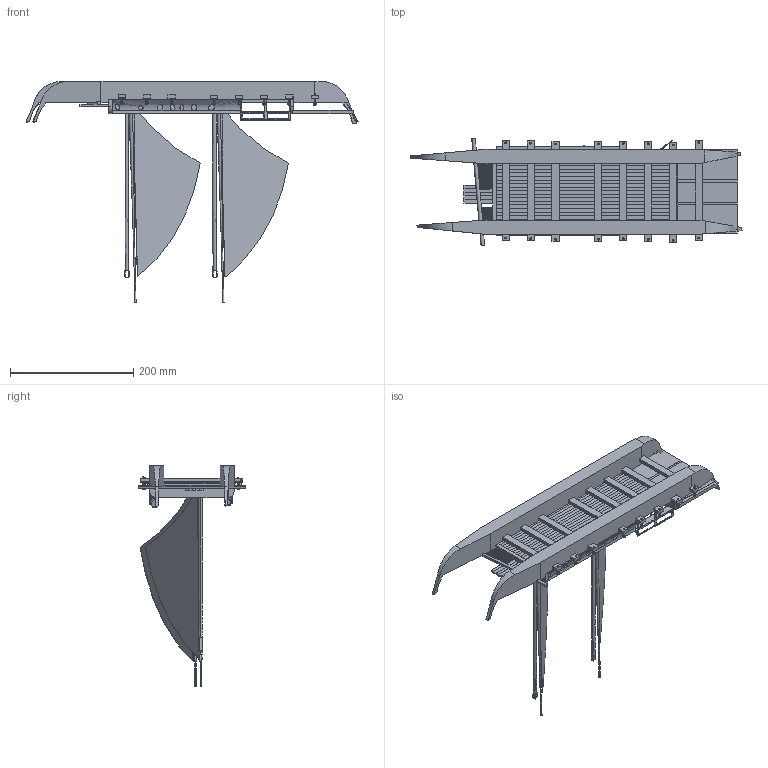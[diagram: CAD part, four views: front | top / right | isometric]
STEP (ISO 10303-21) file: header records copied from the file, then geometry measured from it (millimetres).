
FILE_DESCRIPTION(('FreeCAD Model'),'2;1');
FILE_NAME('Open CASCADE Shape Model','2025-05-03T05:38:52',('FreeCAD'),( 'FreeCAD'),'Open CASCADE STEP processor 7.6','FreeCAD','Unknown');
FILE_SCHEMA(('AUTOMOTIVE_DESIGN { 1 0 10303 214 1 1 1 1 }'));
Products named in the file (1): Open CASCADE STEP translator 7.6 1
Bounding box: 539.45 x 173.58 x 359.04 mm (x, y, z)
Volume: 1140285 mm3; surface area: 516060.8 mm2
Topology: 204 solids, 204 shells, 2629 faces, 6609 edges, 4396 vertices
Faces by surface type: bspline 2629
Entity records: 73027 total; most frequent: CARTESIAN_POINT 31670, ORIENTED_EDGE 13218, EDGE_CURVE 6609, B_SPLINE_CURVE_WITH_KNOTS 6171, VERTEX_POINT 4396, FACE_BOUND 2749, EDGE_LOOP 2749, ADVANCED_FACE 2629
